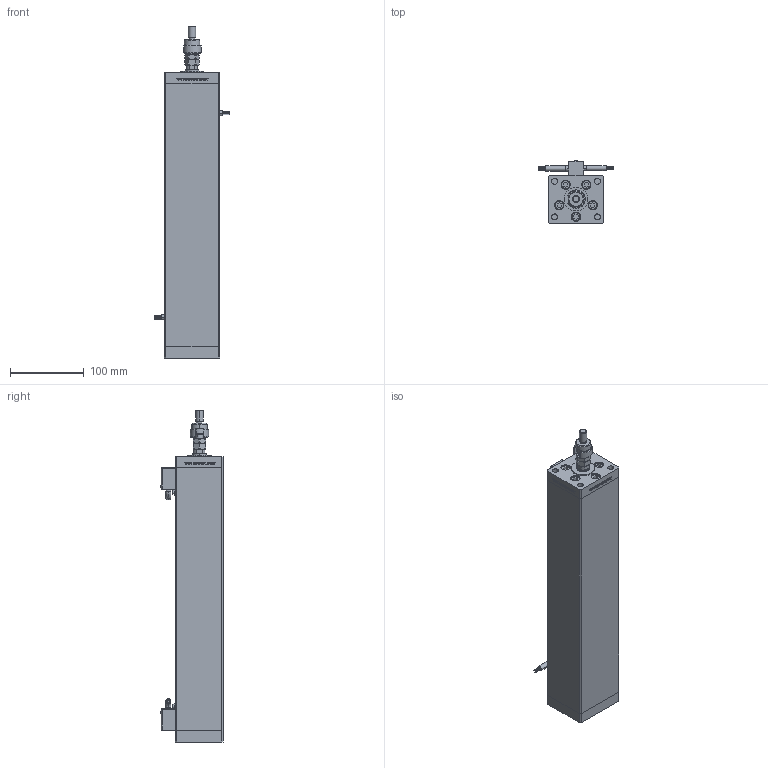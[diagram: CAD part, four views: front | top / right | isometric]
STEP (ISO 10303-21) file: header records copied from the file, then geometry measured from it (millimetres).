
FILE_DESCRIPTION (( 'STEP AP203' ), '1' );
FILE_NAME ('bc23.STEP', '2024-09-05T10:30:34', ( '' ), ( '' ), 'SwSTEP 2.0', 'SolidWorks 2019', '' );
FILE_SCHEMA (( 'CONFIG_CONTROL_DESIGN' ));
Length unit declared in the file: millimetre
Products named in the file (10): Magnetic_Switch_MSU4 4c0bb9b1cd4d15fcfad9c8ab2db4e7f7; bc23; ALLEN BOLT 4c0bb9b1cd4d15fcfad9c8ab2db4e7f7; MFA 4c0bb9b1cd4d15fcfad9c8ab2db4e7f7; V220C_B MIDDLE 4c0bb9b1cd4d15fcfad9c8ab2db4e7f7; V220C_FRONT_B 4c0bb9b1cd4d15fcfad9c8ab2db4e7f7; DFA 4c0bb9b1cd4d15fcfad9c8ab2db4e7f7; V220C_VC_B 4c0bb9b1cd4d15fcfad9c8ab2db4e7f7; V220C BACK_B 4c0bb9b1cd4d15fcfad9c8ab2db4e7f7; FEMALE_PART_FOR_DFA 4c0bb9b1cd4d15fcfad9c8ab2db4e7f7
Assembly tree (19 placements, depth 3):
  bc23
    V220C_B MIDDLE 4c0bb9b1cd4d15fcfad9c8ab2db4e7f7
    V220C BACK_B 4c0bb9b1cd4d15fcfad9c8ab2db4e7f7
    V220C_FRONT_B 4c0bb9b1cd4d15fcfad9c8ab2db4e7f7
    V220C_VC_B 4c0bb9b1cd4d15fcfad9c8ab2db4e7f7
    Magnetic_Switch_MSU4 4c0bb9b1cd4d15fcfad9c8ab2db4e7f7  x2
    ALLEN BOLT 4c0bb9b1cd4d15fcfad9c8ab2db4e7f7  x10
    DFA 4c0bb9b1cd4d15fcfad9c8ab2db4e7f7
      FEMALE_PART_FOR_DFA 4c0bb9b1cd4d15fcfad9c8ab2db4e7f7
      MFA 4c0bb9b1cd4d15fcfad9c8ab2db4e7f7
Bounding box: 101.6 x 85.1 x 449 mm (x, y, z)
Volume: 1682863.1 mm3; surface area: 243403.5 mm2
Topology: 18 solids, 20 shells, 1462 faces, 3573 edges, 2301 vertices
Faces by surface type: plane 566, bspline 484, cylinder 242, cone 90, torus 56, sphere 24
Entity records: 57626 total; most frequent: CARTESIAN_POINT 31413, ORIENTED_EDGE 5840, DIRECTION 3696, EDGE_CURVE 2920, VERTEX_POINT 1912, LINE 1474, VECTOR 1474, EDGE_LOOP 1340
